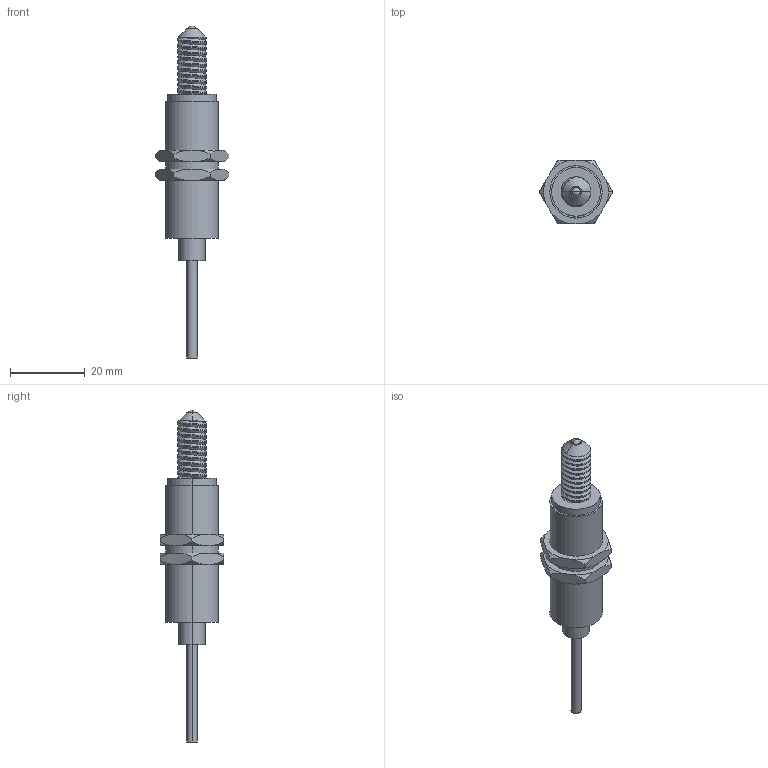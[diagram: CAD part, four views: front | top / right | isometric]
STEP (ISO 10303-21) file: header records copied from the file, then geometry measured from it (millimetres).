
FILE_DESCRIPTION (( 'STEP AP214' ), '1' );
FILE_NAME ('MR-T5Z.STEP', '2015-09-23T06:39:16', ( '' ), ( '' ), 'SwSTEP 2.0', 'SolidWorks 2013', '' );
FILE_SCHEMA (( 'AUTOMOTIVE_DESIGN' ));
Length unit declared in the file: millimetre
Products named in the file (1): MR-T5Z
Bounding box: 19.63 x 17 x 88.78 mm (x, y, z)
Volume: 7567.2 mm3; surface area: 3770.2 mm2
Topology: 3 solids, 3 shells, 91 faces, 235 edges, 155 vertices
Faces by surface type: cylinder 35, cone 30, plane 22, sphere 2, bspline 2
Entity records: 4180 total; most frequent: CARTESIAN_POINT 2054, ORIENTED_EDGE 470, DIRECTION 380, EDGE_CURVE 235, VERTEX_POINT 155, AXIS2_PLACEMENT_3D 152, EDGE_LOOP 100, ADVANCED_FACE 91
